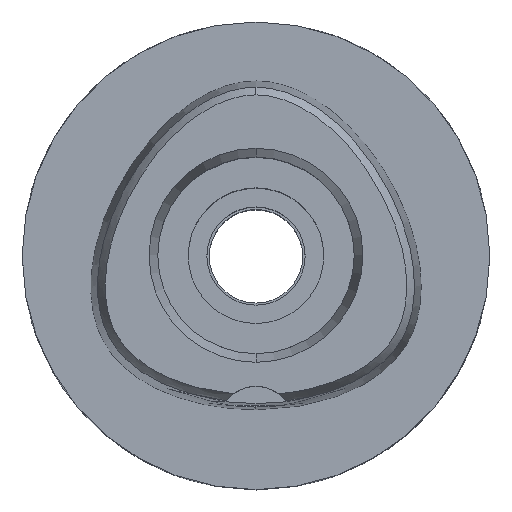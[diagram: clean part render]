
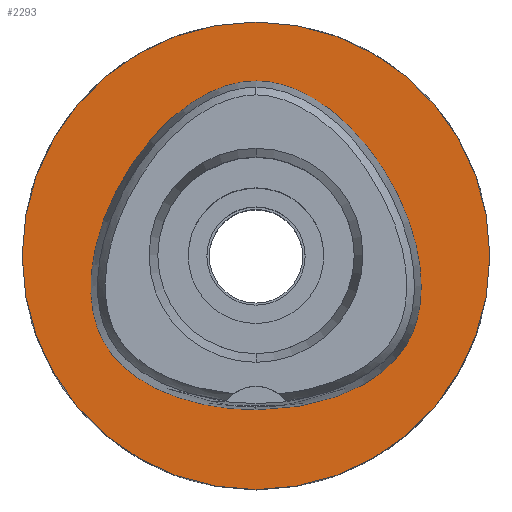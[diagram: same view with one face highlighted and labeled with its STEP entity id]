
A CAD part, top view. The second image highlights one B-rep face of the part: STEP entity #2293.
In plain terms, the highlighted planar face has unit normal (0, 0, 1).
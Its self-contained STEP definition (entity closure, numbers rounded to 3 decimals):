
#288=CARTESIAN_POINT('',(0.,0.,0.));
#289=DIRECTION('',(0.,0.,-1.));
#290=DIRECTION('',(0.,-1.,0.));
#291=AXIS2_PLACEMENT_3D('',#288,#289,#290);
#296=CARTESIAN_POINT('',(0.,0.,0.));
#297=DIRECTION('',(0.,0.,-1.));
#298=DIRECTION('',(0.,1.,0.));
#299=AXIS2_PLACEMENT_3D('',#296,#297,#298);
#304=CARTESIAN_POINT('',(0.,-16.455,
0.));
#305=CARTESIAN_POINT('',(0.711,-16.455,
0.));
#306=CARTESIAN_POINT('',(2.109,-16.402,
0.));
#307=CARTESIAN_POINT('',(4.164,-16.171,
0.));
#308=CARTESIAN_POINT('',(6.095,-15.803,0.));
#309=CARTESIAN_POINT('',(7.867,-15.322,0.));
#310=CARTESIAN_POINT('',(9.458,-14.75,0.));
#311=CARTESIAN_POINT('',(10.863,-14.113,0.));
#312=CARTESIAN_POINT('',(12.089,-13.427,0.));
#313=CARTESIAN_POINT('',(13.15,-12.708,0.));
#314=CARTESIAN_POINT('',(14.06,-11.963,0.));
#315=CARTESIAN_POINT('',(14.836,-11.2,0.));
#316=CARTESIAN_POINT('',(15.492,-10.421,0.));
#317=CARTESIAN_POINT('',(16.042,-9.625,0.));
#318=CARTESIAN_POINT('',(16.504,-8.794,0.));
#319=CARTESIAN_POINT('',(16.894,-7.896,0.));
#320=CARTESIAN_POINT('',(17.218,-6.906,0.));
#321=CARTESIAN_POINT('',(17.464,-5.818,0.));
#322=CARTESIAN_POINT('',(17.622,-4.62,0.));
#323=CARTESIAN_POINT('',(17.68,-3.3,0.));
#324=CARTESIAN_POINT('',(17.619,-1.85,0.));
#325=CARTESIAN_POINT('',(17.42,-0.27,0.));
#326=CARTESIAN_POINT('',(17.064,1.434,0.));
#327=CARTESIAN_POINT('',(16.536,3.242,0.));
#328=CARTESIAN_POINT('',(15.827,5.117,0.));
#329=CARTESIAN_POINT('',(14.944,7.009,0.));
#330=CARTESIAN_POINT('',(13.907,8.858,0.));
#331=CARTESIAN_POINT('',(12.743,10.61,0.));
#332=CARTESIAN_POINT('',(11.492,12.217,0.));
#333=CARTESIAN_POINT('',(10.196,13.642,0.));
#334=CARTESIAN_POINT('',(8.895,14.867,0.));
#335=CARTESIAN_POINT('',(7.614,15.892,0.));
#336=CARTESIAN_POINT('',(6.375,16.728,0.));
#337=CARTESIAN_POINT('',(5.186,17.39,0.));
#338=CARTESIAN_POINT('',(4.051,17.898,0.));
#339=CARTESIAN_POINT('',(2.969,18.27,0.));
#340=CARTESIAN_POINT('',(1.936,18.521,0.));
#341=CARTESIAN_POINT('',(0.948,18.665,
0.));
#342=CARTESIAN_POINT('',(0.312,18.695,
0.));
#343=CARTESIAN_POINT('',(0.,18.695,
0.));
#348=CARTESIAN_POINT('',(0.,18.695,
0.));
#349=CARTESIAN_POINT('',(-0.312,18.695,
0.));
#350=CARTESIAN_POINT('',(-0.948,18.665,
0.));
#351=CARTESIAN_POINT('',(-1.936,18.521,
0.));
#352=CARTESIAN_POINT('',(-2.969,18.27,0.));
#353=CARTESIAN_POINT('',(-4.05,17.898,0.));
#354=CARTESIAN_POINT('',(-5.185,17.39,0.));
#355=CARTESIAN_POINT('',(-6.374,16.728,0.));
#356=CARTESIAN_POINT('',(-7.614,15.893,0.));
#357=CARTESIAN_POINT('',(-8.894,14.867,0.));
#358=CARTESIAN_POINT('',(-10.196,13.642,0.));
#359=CARTESIAN_POINT('',(-11.491,12.217,0.));
#360=CARTESIAN_POINT('',(-12.742,10.611,0.));
#361=CARTESIAN_POINT('',(-13.906,8.859,0.));
#362=CARTESIAN_POINT('',(-14.944,7.01,0.));
#363=CARTESIAN_POINT('',(-15.827,5.119,0.));
#364=CARTESIAN_POINT('',(-16.535,3.244,0.));
#365=CARTESIAN_POINT('',(-17.063,1.437,0.));
#366=CARTESIAN_POINT('',(-17.419,-0.267,0.));
#367=CARTESIAN_POINT('',(-17.618,-1.847,0.));
#368=CARTESIAN_POINT('',(-17.68,-3.296,0.));
#369=CARTESIAN_POINT('',(-17.623,-4.616,0.));
#370=CARTESIAN_POINT('',(-17.464,-5.815,0.));
#371=CARTESIAN_POINT('',(-17.218,-6.903,0.));
#372=CARTESIAN_POINT('',(-16.896,-7.892,0.));
#373=CARTESIAN_POINT('',(-16.505,-8.792,0.));
#374=CARTESIAN_POINT('',(-16.042,-9.625,0.));
#375=CARTESIAN_POINT('',(-15.492,-10.421,0.));
#376=CARTESIAN_POINT('',(-14.837,-11.199,0.));
#377=CARTESIAN_POINT('',(-14.06,-11.963,0.));
#378=CARTESIAN_POINT('',(-13.151,-12.707,0.));
#379=CARTESIAN_POINT('',(-12.091,-13.426,0.));
#380=CARTESIAN_POINT('',(-10.864,-14.112,0.));
#381=CARTESIAN_POINT('',(-9.459,-14.75,0.));
#382=CARTESIAN_POINT('',(-7.868,-15.321,0.));
#383=CARTESIAN_POINT('',(-6.095,-15.803,0.));
#384=CARTESIAN_POINT('',(-4.164,-16.171,
0.));
#385=CARTESIAN_POINT('',(-2.109,-16.402,
0.));
#386=CARTESIAN_POINT('',(-0.711,-16.455,
0.));
#387=CARTESIAN_POINT('',(0.,-16.455,
0.));
#1510=VERTEX_POINT('',#348);
#1511=VERTEX_POINT('',#387);
#1516=CARTESIAN_POINT('',(0.,-25.,0.));
#1517=CARTESIAN_POINT('',(0.,25.,0.));
#1518=VERTEX_POINT('',#1516);
#1519=VERTEX_POINT('',#1517);
#2277=CARTESIAN_POINT('',(0.,0.,0.));
#2278=DIRECTION('',(0.,0.,-1.));
#2279=DIRECTION('',(0.,-1.,0.));
#2280=AXIS2_PLACEMENT_3D('',#2277,#2278,#2279);
#2281=PLANE('',#2280);
#2283=ORIENTED_EDGE('',*,*,#2282,.T.);
#2285=ORIENTED_EDGE('',*,*,#2284,.T.);
#2286=EDGE_LOOP('',(#2283,#2285));
#2287=FACE_OUTER_BOUND('',#2286,.F.);
#2289=ORIENTED_EDGE('',*,*,#2288,.T.);
#2290=ORIENTED_EDGE('',*,*,#2260,.T.);
#2291=EDGE_LOOP('',(#2289,#2290));
#2292=FACE_BOUND('',#2291,.F.);
#292=CIRCLE('',#291,25.);
#300=CIRCLE('',#299,25.);
#344=B_SPLINE_CURVE_WITH_KNOTS('',3,(#304,#305,#306,#307,#308,#309,#310,#311,
#312,#313,#314,#315,#316,#317,#318,#319,#320,#321,#322,#323,#324,#325,#326,#327,
#328,#329,#330,#331,#332,#333,#334,#335,#336,#337,#338,#339,#340,#341,#342,
#343),.UNSPECIFIED.,.F.,.F.,(4,1,1,1,1,1,1,1,1,1,1,1,1,1,1,1,1,1,1,1,1,1,1,1,1,
1,1,1,1,1,1,1,1,1,1,1,1,4),(0.,0.027,0.054,
0.081,0.108,0.135,0.162,
0.189,0.216,0.243,0.27,
0.297,0.324,0.351,0.378,
0.405,0.432,0.459,0.486,
0.514,0.541,0.568,0.595,
0.622,0.649,0.676,0.703,
0.73,0.757,0.784,0.811,
0.838,0.865,0.892,0.919,
0.946,0.973,1.),.UNSPECIFIED.);
#388=B_SPLINE_CURVE_WITH_KNOTS('',3,(#348,#349,#350,#351,#352,#353,#354,#355,
#356,#357,#358,#359,#360,#361,#362,#363,#364,#365,#366,#367,#368,#369,#370,#371,
#372,#373,#374,#375,#376,#377,#378,#379,#380,#381,#382,#383,#384,#385,#386,
#387),.UNSPECIFIED.,.F.,.F.,(4,1,1,1,1,1,1,1,1,1,1,1,1,1,1,1,1,1,1,1,1,1,1,1,1,
1,1,1,1,1,1,1,1,1,1,1,1,4),(0.,0.027,0.054,
0.081,0.108,0.135,0.162,
0.189,0.216,0.243,0.27,
0.297,0.324,0.351,0.378,
0.405,0.432,0.459,0.486,
0.514,0.541,0.568,0.595,
0.622,0.649,0.676,0.703,
0.73,0.757,0.784,0.811,
0.838,0.865,0.892,0.919,
0.946,0.973,1.),.UNSPECIFIED.);
#2260=EDGE_CURVE('',#1510,#1511,#388,.T.);
#2282=EDGE_CURVE('',#1518,#1519,#292,.T.);
#2284=EDGE_CURVE('',#1519,#1518,#300,.T.);
#2288=EDGE_CURVE('',#1511,#1510,#344,.T.);
#2293=ADVANCED_FACE('',(#2287,#2292),#2281,.F.);
